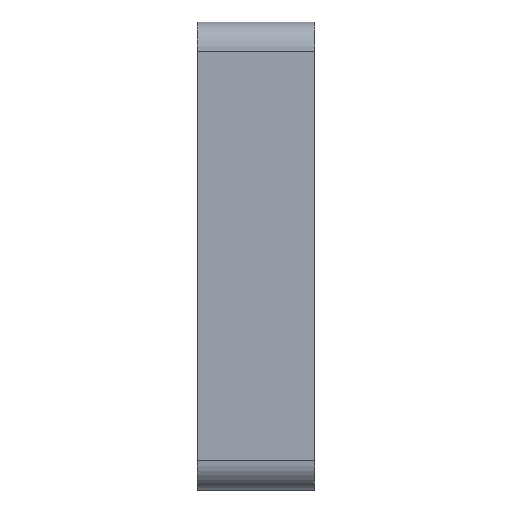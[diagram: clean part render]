
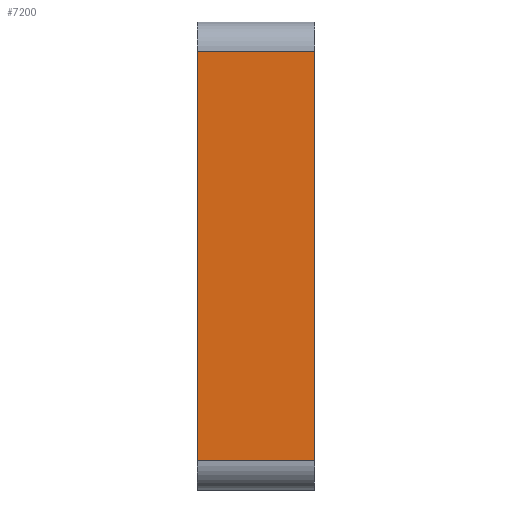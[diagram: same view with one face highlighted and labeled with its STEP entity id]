
A CAD part, left-side view. The second image highlights one B-rep face of the part: STEP entity #7200.
In plain terms, the highlighted planar face has unit normal (-1, 0, 0).
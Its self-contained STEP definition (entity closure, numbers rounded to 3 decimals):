
#1692=ORIENTED_EDGE('',*,*,#3058,.F.);
#1693=ORIENTED_EDGE('',*,*,#3367,.T.);
#1694=ORIENTED_EDGE('',*,*,#3066,.F.);
#1695=ORIENTED_EDGE('',*,*,#3256,.F.);
#3058=EDGE_CURVE('',#4097,#4092,#4658,.T.);
#3066=EDGE_CURVE('',#4104,#4105,#4662,.T.);
#3256=EDGE_CURVE('',#4092,#4104,#4812,.T.);
#3367=EDGE_CURVE('',#4097,#4105,#4903,.T.);
#4092=VERTEX_POINT('',#11133);
#4097=VERTEX_POINT('',#11143);
#4104=VERTEX_POINT('',#11160);
#4105=VERTEX_POINT('',#11161);
#4658=LINE('',#11144,#5410);
#4662=LINE('',#11159,#5414);
#4812=LINE('',#11542,#5564);
#4903=LINE('',#11764,#5655);
#5410=VECTOR('',#8791,1000.);
#5414=VECTOR('',#8805,1000.);
#5564=VECTOR('',#9221,1000.);
#5655=VECTOR('',#9462,1000.);
#6132=EDGE_LOOP('',(#1692,#1693,#1694,#1695));
#6582=FACE_BOUND('',#6132,.T.);
#6914=PLANE('',#7843);
#7200=ADVANCED_FACE('',(#6582),#6914,.T.);
#7843=AXIS2_PLACEMENT_3D('',#11763,#9460,#9461);
#8791=DIRECTION('',(0.,0.,1.));
#8805=DIRECTION('',(0.,0.,-1.));
#9221=DIRECTION('',(0.,-1.,0.));
#9460=DIRECTION('',(-1.,0.,0.));
#9461=DIRECTION('',(0.,0.,-1.));
#9462=DIRECTION('',(0.,-1.,0.));
#11133=CARTESIAN_POINT('',(-25.,10.,2.5));
#11143=CARTESIAN_POINT('',(-25.,10.,-32.5));
#11144=CARTESIAN_POINT('',(-25.,10.,-5.));
#11159=CARTESIAN_POINT('',(-25.,0.,-5.));
#11160=CARTESIAN_POINT('',(-25.,0.,2.5));
#11161=CARTESIAN_POINT('',(-25.,0.,-32.5));
#11542=CARTESIAN_POINT('',(-25.,10.,2.5));
#11763=CARTESIAN_POINT('',(-25.,10.,-5.));
#11764=CARTESIAN_POINT('',(-25.,10.,-32.5));
